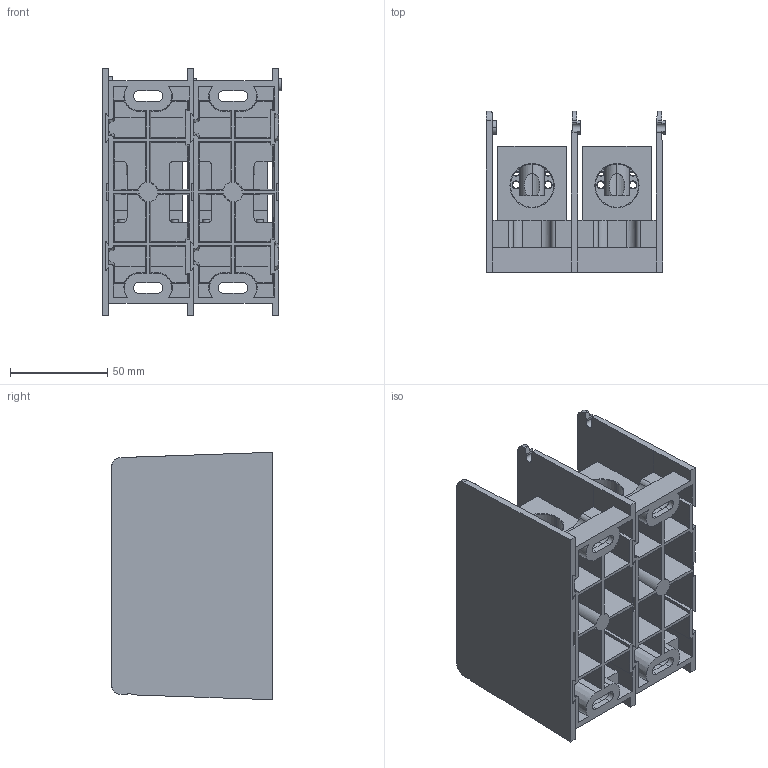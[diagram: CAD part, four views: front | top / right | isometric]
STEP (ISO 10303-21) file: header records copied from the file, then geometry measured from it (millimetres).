
FILE_DESCRIPTION (( 'STEP AP214' ), '1' );
FILE_NAME ('701952rev-2P.STEP', '2015-06-18T17:49:56', ( '' ), ( '' ), 'SwSTEP 2.0', 'SolidWorks 2014', '' );
FILE_SCHEMA (( 'AUTOMOTIVE_DESIGN' ));
Length unit declared in the file: inch
Products named in the file (1): 701952rev-2P
Bounding box: 92.16 x 82.55 x 127.01 mm (x, y, z)
Surface area: 135267.6 mm2 (no closed solid volume)
Topology: 0 solids, 5 shells, 679 faces, 2419 edges, 1651 vertices
Faces by surface type: cylinder 276, plane 263, cone 140
Entity records: 49485 total; most frequent: CARTESIAN_POINT 21114, ORIENTED_EDGE 4263, DIRECTION 3501, EDGE_CURVE 2419, VERTEX_POINT 1651, LINE 1377, VECTOR 1377, AXIS2_PLACEMENT_3D 1062
